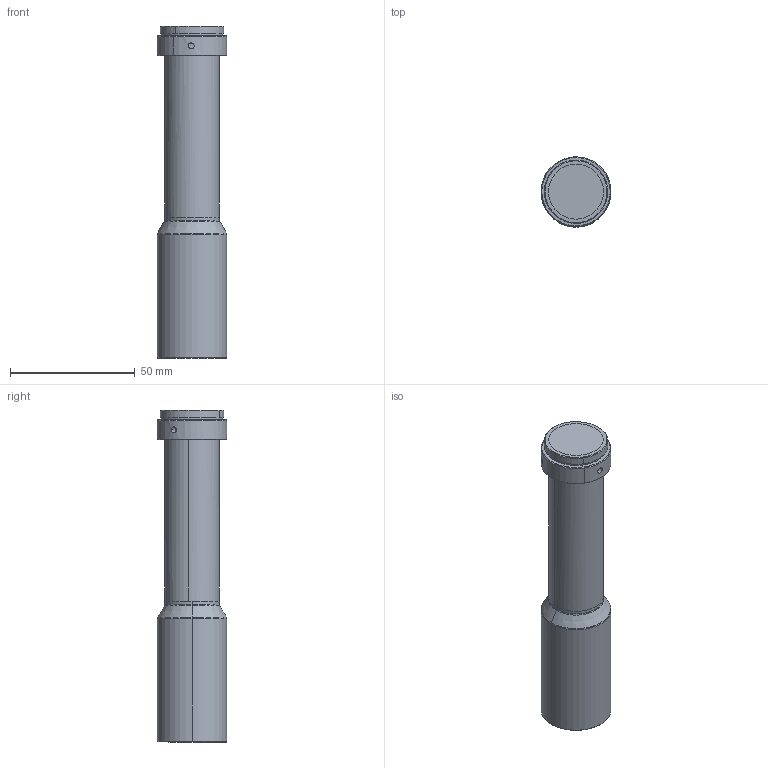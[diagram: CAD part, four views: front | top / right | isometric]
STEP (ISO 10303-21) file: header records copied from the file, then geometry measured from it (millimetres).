
FILE_DESCRIPTION (( 'STEP AP203' ), '1' );
FILE_NAME ('錨璃3.STEP', '2023-02-27T10:16:32', ( '' ), ( '' ), 'SwSTEP 2.0', 'SolidWorks 2017', '' );
FILE_SCHEMA (( 'CONFIG_CONTROL_DESIGN' ));
Length unit declared in the file: millimetre
Products named in the file (1): 錨璃3
Bounding box: 28 x 28 x 133.04 mm (x, y, z)
Volume: 65201.7 mm3; surface area: 11992 mm2
Topology: 1 solids, 5 shells, 61 faces, 122 edges, 70 vertices
Faces by surface type: cylinder 29, cone 18, plane 10, torus 4
Entity records: 1771 total; most frequent: CARTESIAN_POINT 450, DIRECTION 284, ORIENTED_EDGE 228, AXIS2_PLACEMENT_3D 120, EDGE_CURVE 114, VERTEX_POINT 70, EDGE_LOOP 68, FACE_OUTER_BOUND 61
